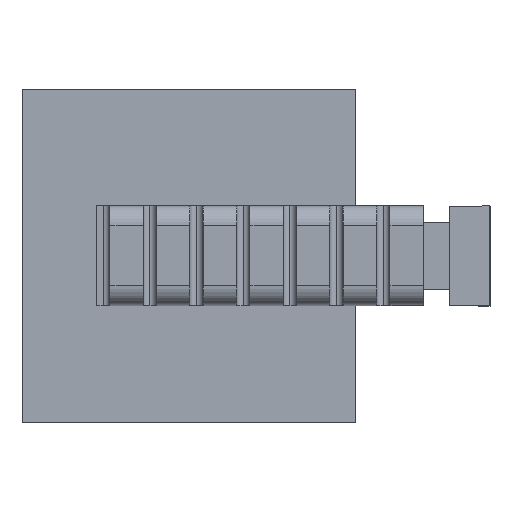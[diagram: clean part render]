
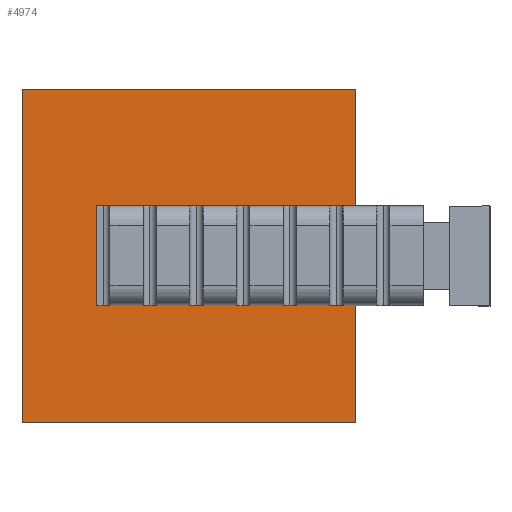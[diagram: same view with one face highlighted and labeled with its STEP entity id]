
A CAD part, top view. The second image highlights one B-rep face of the part: STEP entity #4974.
In plain terms, the highlighted planar face has unit normal (0, 0, 1).
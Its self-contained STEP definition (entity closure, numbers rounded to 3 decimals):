
#582 = EDGE_CURVE ( 'NONE', #2316, #5339, #5590, .T. ) ;
#1182 = EDGE_CURVE ( 'NONE', #5339, #6361, #5038, .T. ) ;
#1336 = DIRECTION ( 'NONE',  ( -1., 0., 0. ) ) ;
#1384 = DIRECTION ( 'NONE',  ( 1., 0., 0. ) ) ;
#1575 = VERTEX_POINT ( 'NONE', #6148 ) ;
#1837 = DIRECTION ( 'NONE',  ( 1., 0., 0. ) ) ;
#1885 = CARTESIAN_POINT ( 'NONE',  ( 25., -25., 1. ) ) ;
#2081 = VECTOR ( 'NONE', #1336, 1000. ) ;
#2316 = VERTEX_POINT ( 'NONE', #2590 ) ;
#2343 = DIRECTION ( 'NONE',  ( 0., 1., 0. ) ) ;
#2522 = AXIS2_PLACEMENT_3D ( 'NONE', #3985, #6652, #1837 ) ;
#2590 = CARTESIAN_POINT ( 'NONE',  ( -25., 25., 1. ) ) ;
#2876 = LINE ( 'NONE', #2905, #2081 ) ;
#2905 = CARTESIAN_POINT ( 'NONE',  ( 25., 25., 1. ) ) ;
#2919 = DIRECTION ( 'NONE',  ( 0., -1., 0. ) ) ;
#3020 = VECTOR ( 'NONE', #2919, 1000. ) ;
#3039 = ORIENTED_EDGE ( 'NONE', *, *, #1182, .T. ) ;
#3184 = VECTOR ( 'NONE', #2343, 1000. ) ;
#3432 = FACE_OUTER_BOUND ( 'NONE', #6829, .T. ) ;
#3448 = CARTESIAN_POINT ( 'NONE',  ( 25., -25., 1. ) ) ;
#3985 = CARTESIAN_POINT ( 'NONE',  ( 0., 0., 1. ) ) ;
#4349 = VECTOR ( 'NONE', #1384, 1000. ) ;
#4418 = ORIENTED_EDGE ( 'NONE', *, *, #6060, .T. ) ;
#4470 = LINE ( 'NONE', #4539, #3184 ) ;
#4539 = CARTESIAN_POINT ( 'NONE',  ( 25., -25., 1. ) ) ;
#4974 = ADVANCED_FACE ( 'NONE', ( #3432 ), #5510, .T. ) ;
#5038 = LINE ( 'NONE', #1885, #4349 ) ;
#5260 = ORIENTED_EDGE ( 'NONE', *, *, #6037, .T. ) ;
#5339 = VERTEX_POINT ( 'NONE', #6198 ) ;
#5510 = PLANE ( 'NONE',  #2522 ) ;
#5590 = LINE ( 'NONE', #6594, #3020 ) ;
#6037 = EDGE_CURVE ( 'NONE', #6361, #1575, #4470, .T. ) ;
#6060 = EDGE_CURVE ( 'NONE', #1575, #2316, #2876, .T. ) ;
#6148 = CARTESIAN_POINT ( 'NONE',  ( 25., 25., 1. ) ) ;
#6198 = CARTESIAN_POINT ( 'NONE',  ( -25., -25., 1. ) ) ;
#6361 = VERTEX_POINT ( 'NONE', #3448 ) ;
#6594 = CARTESIAN_POINT ( 'NONE',  ( -25., -25., 1. ) ) ;
#6652 = DIRECTION ( 'NONE',  ( 0., 0., 1. ) ) ;
#6829 = EDGE_LOOP ( 'NONE', ( #6856, #3039, #5260, #4418 ) ) ;
#6856 = ORIENTED_EDGE ( 'NONE', *, *, #582, .T. ) ;
